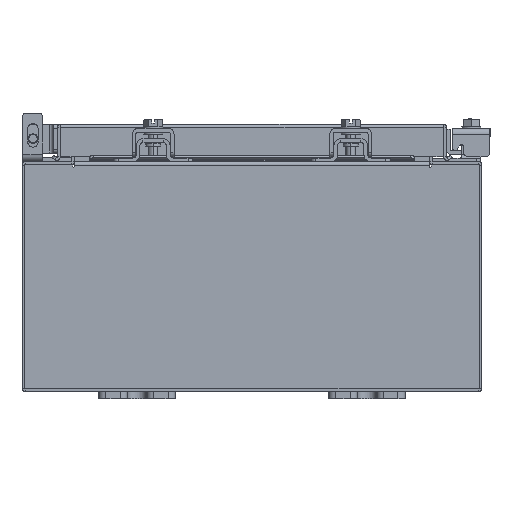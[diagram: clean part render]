
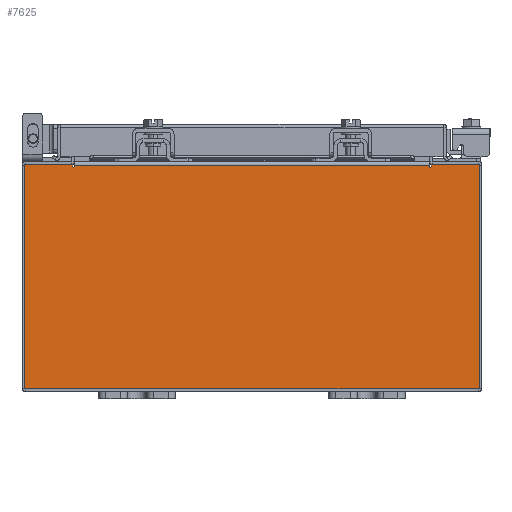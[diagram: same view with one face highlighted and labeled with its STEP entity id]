
A CAD part, front view. The second image highlights one B-rep face of the part: STEP entity #7625.
In plain terms, the highlighted face is planar.
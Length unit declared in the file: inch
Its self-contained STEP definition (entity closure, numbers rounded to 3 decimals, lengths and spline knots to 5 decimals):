
#766 = ORIENTED_EDGE ( 'NONE', *, *, #6143, .F. ) ;
#1059 = ORIENTED_EDGE ( 'NONE', *, *, #15695, .F. ) ;
#1119 = DIRECTION ( 'NONE',  ( 0., 0., -1. ) ) ;
#1156 = AXIS2_PLACEMENT_3D ( 'NONE', #15948, #15225, #15150 ) ;
#1294 = DIRECTION ( 'NONE',  ( 0., 1., 0. ) ) ;
#1336 = CARTESIAN_POINT ( 'NONE',  ( 4.65588, 0., 2.87495 ) ) ;
#1529 = CARTESIAN_POINT ( 'NONE',  ( -4.67455, 0., 2.9253 ) ) ;
#1671 = CARTESIAN_POINT ( 'NONE',  ( -4.6372, 0., 2.87495 ) ) ;
#1678 = DIRECTION ( 'NONE',  ( 1., 0., 0. ) ) ;
#1701 = EDGE_CURVE ( 'NONE', #14176, #14856, #13268, .T. ) ;
#1851 = CARTESIAN_POINT ( 'NONE',  ( 4.67455, 0., 2.87495 ) ) ;
#1954 = ORIENTED_EDGE ( 'NONE', *, *, #15303, .F. ) ;
#2685 = CIRCLE ( 'NONE', #12324, 0.01868 ) ;
#2951 = LINE ( 'NONE', #4550, #14760 ) ;
#3042 = CARTESIAN_POINT ( 'NONE',  ( -4.65587, 0., 2.87495 ) ) ;
#3231 = LINE ( 'NONE', #9944, #15022 ) ;
#3261 = CARTESIAN_POINT ( 'NONE',  ( 4.67455, 0., 2.9253 ) ) ;
#3808 = VECTOR ( 'NONE', #13488, 39.37008 ) ;
#4518 = AXIS2_PLACEMENT_3D ( 'NONE', #1336, #1294, #1119 ) ;
#4546 = DIRECTION ( 'NONE',  ( -1., 0., 0. ) ) ;
#4550 = CARTESIAN_POINT ( 'NONE',  ( 5.9253, 0., 2.9253 ) ) ;
#4698 = DIRECTION ( 'NONE',  ( 0., 0., -1. ) ) ;
#4959 = DIRECTION ( 'NONE',  ( 0., 0., 1. ) ) ;
#5033 = LINE ( 'NONE', #8683, #17760 ) ;
#5369 = EDGE_CURVE ( 'NONE', #15170, #19047, #18374, .T. ) ;
#5610 = CARTESIAN_POINT ( 'NONE',  ( -4.67455, 0., 2.87495 ) ) ;
#6080 = CARTESIAN_POINT ( 'NONE',  ( -5.9253, 0., -2.9253 ) ) ;
#6129 = LINE ( 'NONE', #9445, #18369 ) ;
#6143 = EDGE_CURVE ( 'NONE', #7141, #15170, #9910, .T. ) ;
#6388 = CARTESIAN_POINT ( 'NONE',  ( 4.6372, 0., 2.9123 ) ) ;
#7069 = VECTOR ( 'NONE', #1678, 39.37008 ) ;
#7141 = VERTEX_POINT ( 'NONE', #3261 ) ;
#7152 = EDGE_CURVE ( 'NONE', #7141, #9869, #12315, .T. ) ;
#7450 = VERTEX_POINT ( 'NONE', #18262 ) ;
#7625 = ADVANCED_FACE ( 'NONE', ( #19928 ), #15469, .F. ) ;
#7975 = CARTESIAN_POINT ( 'NONE',  ( -5.9253, 0., 2.9253 ) ) ;
#8018 = DIRECTION ( 'NONE',  ( 1., 0., 0. ) ) ;
#8377 = CARTESIAN_POINT ( 'NONE',  ( -4.6372, 0., 2.9123 ) ) ;
#8409 = CARTESIAN_POINT ( 'NONE',  ( 4.6372, 0., 2.87495 ) ) ;
#8491 = DIRECTION ( 'NONE',  ( 0., 0., 1. ) ) ;
#8504 = VECTOR ( 'NONE', #4546, 39.37008 ) ;
#8683 = CARTESIAN_POINT ( 'NONE',  ( -4.67455, 0., 0. ) ) ;
#8844 = EDGE_LOOP ( 'NONE', ( #1954, #1059, #17550, #17180, #13699, #14223, #766, #13995, #16160, #15521, #15216, #14847 ) ) ;
#8998 = LINE ( 'NONE', #9338, #8504 ) ;
#9338 = CARTESIAN_POINT ( 'NONE',  ( -5.9253, 0., -2.9253 ) ) ;
#9445 = CARTESIAN_POINT ( 'NONE',  ( 4.6372, 0., 0. ) ) ;
#9869 = VERTEX_POINT ( 'NONE', #19655 ) ;
#9910 = LINE ( 'NONE', #15759, #19367 ) ;
#9944 = CARTESIAN_POINT ( 'NONE',  ( -4.6372, 0., 0. ) ) ;
#10218 = VECTOR ( 'NONE', #8018, 39.37008 ) ;
#10295 = LINE ( 'NONE', #11342, #7069 ) ;
#10695 = LINE ( 'NONE', #8377, #10218 ) ;
#10927 = DIRECTION ( 'NONE',  ( 0., 0., -1. ) ) ;
#11342 = CARTESIAN_POINT ( 'NONE',  ( -5.9253, 0., 2.9253 ) ) ;
#11530 = VERTEX_POINT ( 'NONE', #1671 ) ;
#12114 = EDGE_CURVE ( 'NONE', #7450, #13203, #10695, .T. ) ;
#12315 = LINE ( 'NONE', #14302, #3808 ) ;
#12324 = AXIS2_PLACEMENT_3D ( 'NONE', #3042, #14250, #4698 ) ;
#13203 = VERTEX_POINT ( 'NONE', #6388 ) ;
#13268 = LINE ( 'NONE', #7975, #20766 ) ;
#13304 = VERTEX_POINT ( 'NONE', #1529 ) ;
#13488 = DIRECTION ( 'NONE',  ( 1., 0., 0. ) ) ;
#13699 = ORIENTED_EDGE ( 'NONE', *, *, #13978, .F. ) ;
#13978 = EDGE_CURVE ( 'NONE', #19047, #13203, #6129, .T. ) ;
#13995 = ORIENTED_EDGE ( 'NONE', *, *, #7152, .T. ) ;
#14176 = VERTEX_POINT ( 'NONE', #6080 ) ;
#14223 = ORIENTED_EDGE ( 'NONE', *, *, #5369, .F. ) ;
#14250 = DIRECTION ( 'NONE',  ( 0., 1., 0. ) ) ;
#14302 = CARTESIAN_POINT ( 'NONE',  ( -5.9253, 0., 2.9253 ) ) ;
#14636 = DIRECTION ( 'NONE',  ( 0., 0., -1. ) ) ;
#14760 = VECTOR ( 'NONE', #10927, 39.37008 ) ;
#14847 = ORIENTED_EDGE ( 'NONE', *, *, #15723, .T. ) ;
#14856 = VERTEX_POINT ( 'NONE', #17058 ) ;
#15022 = VECTOR ( 'NONE', #14636, 39.37008 ) ;
#15150 = DIRECTION ( 'NONE',  ( 0., 0., -1. ) ) ;
#15169 = EDGE_CURVE ( 'NONE', #7450, #11530, #3231, .T. ) ;
#15170 = VERTEX_POINT ( 'NONE', #1851 ) ;
#15216 = ORIENTED_EDGE ( 'NONE', *, *, #1701, .T. ) ;
#15225 = DIRECTION ( 'NONE',  ( 0., -1., 0. ) ) ;
#15303 = EDGE_CURVE ( 'NONE', #20547, #13304, #5033, .T. ) ;
#15469 = PLANE ( 'NONE',  #1156 ) ;
#15521 = ORIENTED_EDGE ( 'NONE', *, *, #18126, .T. ) ;
#15695 = EDGE_CURVE ( 'NONE', #11530, #20547, #2685, .T. ) ;
#15723 = EDGE_CURVE ( 'NONE', #14856, #13304, #10295, .T. ) ;
#15737 = DIRECTION ( 'NONE',  ( 0., 0., -1. ) ) ;
#15759 = CARTESIAN_POINT ( 'NONE',  ( 4.67455, 0., 0. ) ) ;
#15948 = CARTESIAN_POINT ( 'NONE',  ( 0., 0., 0. ) ) ;
#16160 = ORIENTED_EDGE ( 'NONE', *, *, #20054, .T. ) ;
#17058 = CARTESIAN_POINT ( 'NONE',  ( -5.9253, 0., 2.9253 ) ) ;
#17180 = ORIENTED_EDGE ( 'NONE', *, *, #12114, .T. ) ;
#17550 = ORIENTED_EDGE ( 'NONE', *, *, #15169, .F. ) ;
#17760 = VECTOR ( 'NONE', #18205, 39.37008 ) ;
#18126 = EDGE_CURVE ( 'NONE', #18911, #14176, #8998, .T. ) ;
#18205 = DIRECTION ( 'NONE',  ( 0., 0., 1. ) ) ;
#18262 = CARTESIAN_POINT ( 'NONE',  ( -4.6372, 0., 2.9123 ) ) ;
#18369 = VECTOR ( 'NONE', #8491, 39.37008 ) ;
#18374 = CIRCLE ( 'NONE', #4518, 0.01868 ) ;
#18911 = VERTEX_POINT ( 'NONE', #19191 ) ;
#19047 = VERTEX_POINT ( 'NONE', #8409 ) ;
#19191 = CARTESIAN_POINT ( 'NONE',  ( 5.9253, 0., -2.9253 ) ) ;
#19367 = VECTOR ( 'NONE', #15737, 39.37008 ) ;
#19655 = CARTESIAN_POINT ( 'NONE',  ( 5.9253, 0., 2.9253 ) ) ;
#19928 = FACE_OUTER_BOUND ( 'NONE', #8844, .T. ) ;
#20054 = EDGE_CURVE ( 'NONE', #9869, #18911, #2951, .T. ) ;
#20547 = VERTEX_POINT ( 'NONE', #5610 ) ;
#20766 = VECTOR ( 'NONE', #4959, 39.37008 ) ;
